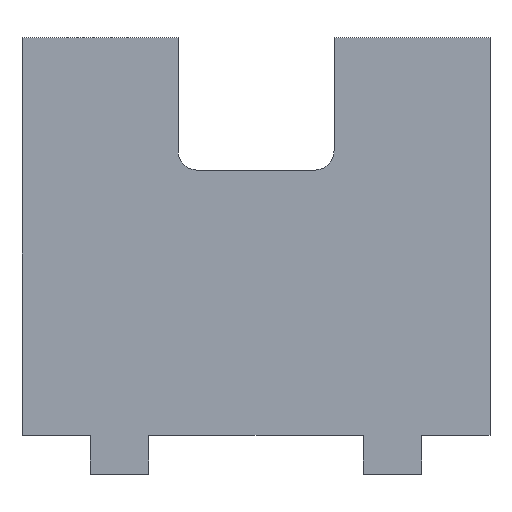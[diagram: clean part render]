
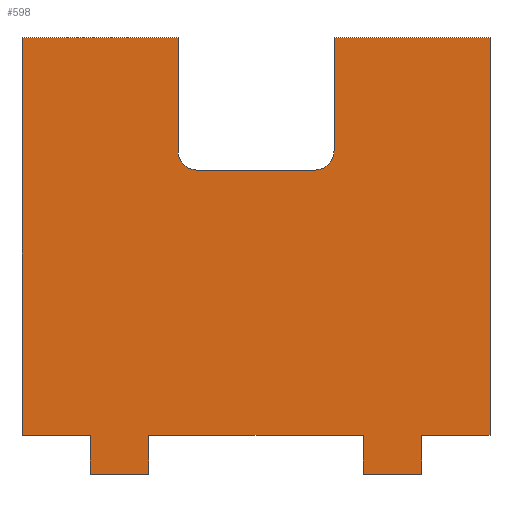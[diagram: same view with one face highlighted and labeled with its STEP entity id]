
A CAD part, top view. The second image highlights one B-rep face of the part: STEP entity #598.
In plain terms, the highlighted planar face has unit normal (0, 0, 1).
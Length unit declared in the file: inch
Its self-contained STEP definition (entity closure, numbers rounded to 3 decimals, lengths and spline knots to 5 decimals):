
#72=CARTESIAN_POINT('',(-1.,5.6,0.));
#73=VERTEX_POINT('',#72);
#88=CARTESIAN_POINT('',(-3.,5.6,0.));
#89=VERTEX_POINT('',#88);
#96=CARTESIAN_POINT('',(-1.,5.6,0.));
#97=DIRECTION('',(-1.,0.,0.));
#98=VECTOR('',#97,2.);
#99=LINE('',#96,#98);
#100=EDGE_CURVE('',#73,#89,#99,.T.);
#110=CARTESIAN_POINT('',(-3.,0.5,0.));
#111=VERTEX_POINT('',#110);
#112=CARTESIAN_POINT('',(-3.,5.6,0.));
#113=DIRECTION('',(0.,-1.,0.));
#114=VECTOR('',#113,5.1);
#115=LINE('',#112,#114);
#116=EDGE_CURVE('',#89,#111,#115,.T.);
#143=CARTESIAN_POINT('',(1.,5.6,0.));
#144=VERTEX_POINT('',#143);
#151=CARTESIAN_POINT('',(3.,5.6,0.));
#152=VERTEX_POINT('',#151);
#153=CARTESIAN_POINT('',(3.,5.6,0.));
#154=DIRECTION('',(-1.,0.,0.));
#155=VECTOR('',#154,2.);
#156=LINE('',#153,#155);
#157=EDGE_CURVE('',#152,#144,#156,.T.);
#181=CARTESIAN_POINT('',(3.,0.5,0.));
#182=VERTEX_POINT('',#181);
#183=CARTESIAN_POINT('',(3.,0.5,0.));
#184=DIRECTION('',(-0.,1.,0.));
#185=VECTOR('',#184,5.1);
#186=LINE('',#183,#185);
#187=EDGE_CURVE('',#182,#152,#186,.T.);
#212=CARTESIAN_POINT('',(2.125,0.5,0.));
#213=VERTEX_POINT('',#212);
#214=CARTESIAN_POINT('',(2.125,0.5,0.));
#215=DIRECTION('',(1.,0.,-0.));
#216=VECTOR('',#215,0.875);
#217=LINE('',#214,#216);
#218=EDGE_CURVE('',#213,#182,#217,.T.);
#243=CARTESIAN_POINT('',(2.125,0.,0.));
#244=VERTEX_POINT('',#243);
#245=CARTESIAN_POINT('',(2.125,0.,0.));
#246=DIRECTION('',(0.,1.,0.));
#247=VECTOR('',#246,0.5);
#248=LINE('',#245,#247);
#249=EDGE_CURVE('',#244,#213,#248,.T.);
#274=CARTESIAN_POINT('',(1.375,0.,0.));
#275=VERTEX_POINT('',#274);
#276=CARTESIAN_POINT('',(1.375,0.,0.));
#277=DIRECTION('',(1.,0.,-0.));
#278=VECTOR('',#277,0.75);
#279=LINE('',#276,#278);
#280=EDGE_CURVE('',#275,#244,#279,.T.);
#305=CARTESIAN_POINT('',(1.375,0.5,0.));
#306=VERTEX_POINT('',#305);
#307=CARTESIAN_POINT('',(1.375,0.5,0.));
#308=DIRECTION('',(0.,-1.,0.));
#309=VECTOR('',#308,0.5);
#310=LINE('',#307,#309);
#311=EDGE_CURVE('',#306,#275,#310,.T.);
#336=CARTESIAN_POINT('',(-1.375,0.5,0.));
#337=VERTEX_POINT('',#336);
#338=CARTESIAN_POINT('',(-1.375,0.5,0.));
#339=DIRECTION('',(1.,0.,-0.));
#340=VECTOR('',#339,2.75);
#341=LINE('',#338,#340);
#342=EDGE_CURVE('',#337,#306,#341,.T.);
#367=CARTESIAN_POINT('',(-1.375,0.,0.));
#368=VERTEX_POINT('',#367);
#369=CARTESIAN_POINT('',(-1.375,0.,0.));
#370=DIRECTION('',(0.,1.,0.));
#371=VECTOR('',#370,0.5);
#372=LINE('',#369,#371);
#373=EDGE_CURVE('',#368,#337,#372,.T.);
#398=CARTESIAN_POINT('',(-2.125,0.,0.));
#399=VERTEX_POINT('',#398);
#400=CARTESIAN_POINT('',(-2.125,0.,0.));
#401=DIRECTION('',(1.,0.,-0.));
#402=VECTOR('',#401,0.75);
#403=LINE('',#400,#402);
#404=EDGE_CURVE('',#399,#368,#403,.T.);
#429=CARTESIAN_POINT('',(-2.125,0.5,0.));
#430=VERTEX_POINT('',#429);
#431=CARTESIAN_POINT('',(-2.125,0.5,0.));
#432=DIRECTION('',(0.,-1.,0.));
#433=VECTOR('',#432,0.5);
#434=LINE('',#431,#433);
#435=EDGE_CURVE('',#430,#399,#434,.T.);
#460=CARTESIAN_POINT('',(-3.,0.5,0.));
#461=DIRECTION('',(1.,0.,-0.));
#462=VECTOR('',#461,0.875);
#463=LINE('',#460,#462);
#464=EDGE_CURVE('',#111,#430,#463,.T.);
#538=CARTESIAN_POINT('',(-3.,0.5,0.));
#539=DIRECTION('',(0.,0.,1.));
#540=DIRECTION('',(1.,0.,0.));
#541=AXIS2_PLACEMENT_3D('',#538,#539,#540);
#542=PLANE('',#541);
#543=CARTESIAN_POINT('',(-1.,4.15,0.));
#544=VERTEX_POINT('',#543);
#545=CARTESIAN_POINT('',(-1.,5.6,0.));
#546=DIRECTION('',(-0.,-1.,0.));
#547=VECTOR('',#546,1.45);
#548=LINE('',#545,#547);
#549=EDGE_CURVE('',#73,#544,#548,.T.);
#550=ORIENTED_EDGE('',*,*,#549,.F.);
#551=ORIENTED_EDGE('',*,*,#100,.T.);
#552=ORIENTED_EDGE('',*,*,#116,.T.);
#553=ORIENTED_EDGE('',*,*,#464,.T.);
#554=ORIENTED_EDGE('',*,*,#435,.T.);
#555=ORIENTED_EDGE('',*,*,#404,.T.);
#556=ORIENTED_EDGE('',*,*,#373,.T.);
#557=ORIENTED_EDGE('',*,*,#342,.T.);
#558=ORIENTED_EDGE('',*,*,#311,.T.);
#559=ORIENTED_EDGE('',*,*,#280,.T.);
#560=ORIENTED_EDGE('',*,*,#249,.T.);
#561=ORIENTED_EDGE('',*,*,#218,.T.);
#562=ORIENTED_EDGE('',*,*,#187,.T.);
#563=ORIENTED_EDGE('',*,*,#157,.T.);
#564=CARTESIAN_POINT('',(1.,4.15,0.));
#565=VERTEX_POINT('',#564);
#566=CARTESIAN_POINT('',(1.,4.15,0.));
#567=DIRECTION('',(-0.,1.,0.));
#568=VECTOR('',#567,1.45);
#569=LINE('',#566,#568);
#570=EDGE_CURVE('',#565,#144,#569,.T.);
#571=ORIENTED_EDGE('',*,*,#570,.F.);
#572=CARTESIAN_POINT('',(0.75,3.9,0.));
#573=VERTEX_POINT('',#572);
#574=CARTESIAN_POINT('',(0.75,4.15,0.));
#575=DIRECTION('',(-0.,-0.,-1.));
#576=DIRECTION('',(1.,0.,-0.));
#577=AXIS2_PLACEMENT_3D('',#574,#575,#576);
#578=CIRCLE('',#577,0.25);
#579=EDGE_CURVE('',#565,#573,#578,.T.);
#580=ORIENTED_EDGE('',*,*,#579,.T.);
#581=CARTESIAN_POINT('',(-0.75,3.9,0.));
#582=VERTEX_POINT('',#581);
#583=CARTESIAN_POINT('',(-0.75,3.9,0.));
#584=DIRECTION('',(1.,0.,-0.));
#585=VECTOR('',#584,1.5);
#586=LINE('',#583,#585);
#587=EDGE_CURVE('',#582,#573,#586,.T.);
#588=ORIENTED_EDGE('',*,*,#587,.F.);
#589=CARTESIAN_POINT('',(-0.75,4.15,0.));
#590=DIRECTION('',(-0.,-0.,-1.));
#591=DIRECTION('',(1.,0.,-0.));
#592=AXIS2_PLACEMENT_3D('',#589,#590,#591);
#593=CIRCLE('',#592,0.25);
#594=EDGE_CURVE('',#582,#544,#593,.T.);
#595=ORIENTED_EDGE('',*,*,#594,.T.);
#596=EDGE_LOOP('',(#550,#551,#552,#553,#554,#555,#556,#557,#558,#559,#560,#561,#562,#563,#571,#580,#588,#595));
#597=FACE_BOUND('',#596,.T.);
#598=ADVANCED_FACE('',(#597),#542,.T.);
